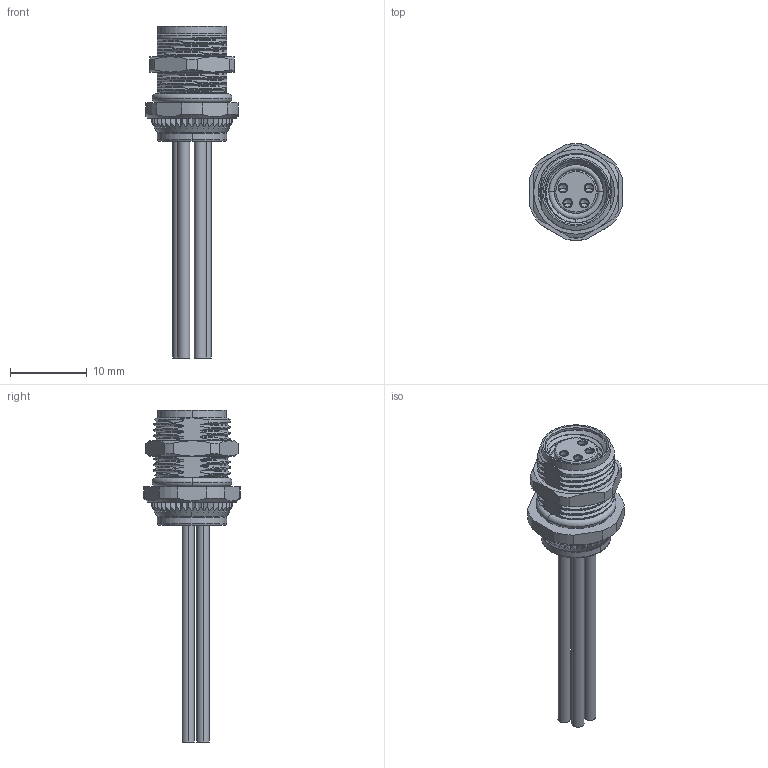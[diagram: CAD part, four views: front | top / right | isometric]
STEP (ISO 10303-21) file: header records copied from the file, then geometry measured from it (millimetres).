
FILE_DESCRIPTION((''),'2;1');
FILE_NAME('4P-K14444_4_1_4','2025-09-14T',('gongcheng16'),(''),'PRO/ENGINEER BY PARAMETRIC TECHNOLOGY CORPORATION, 2010280','PRO/ENGINEER BY PARAMETRIC TECHNOLOGY CORPORATION, 2010280','');
FILE_SCHEMA(('CONFIG_CONTROL_DESIGN'));
Length unit declared in the file: millimetre
Products named in the file (1): 4P-K14444_4_1_4
Bounding box: 12 x 12.6 x 43.2 mm (x, y, z)
Volume: 253.2 mm3; surface area: 3192.8 mm2
Topology: 1 solids, 14 shells, 653 faces, 1665 edges, 1056 vertices
Faces by surface type: cylinder 226, plane 222, cone 93, bspline 78, torus 34
Entity records: 33325 total; most frequent: CARTESIAN_POINT 18094, ORIENTED_EDGE 3298, DIRECTION 2960, EDGE_CURVE 1649, AXIS2_PLACEMENT_3D 1129, VERTEX_POINT 1056, EDGE_LOOP 709, VECTOR 702
